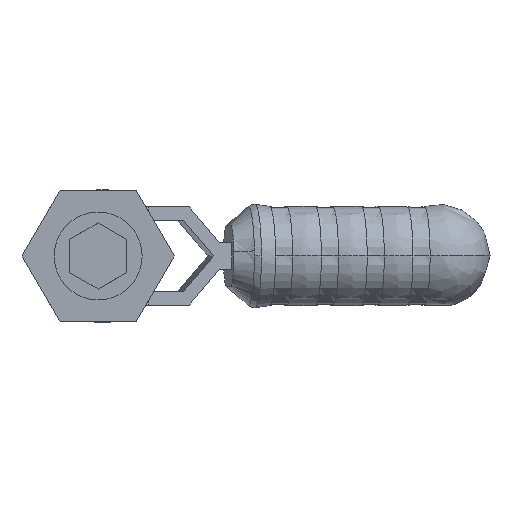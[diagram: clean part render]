
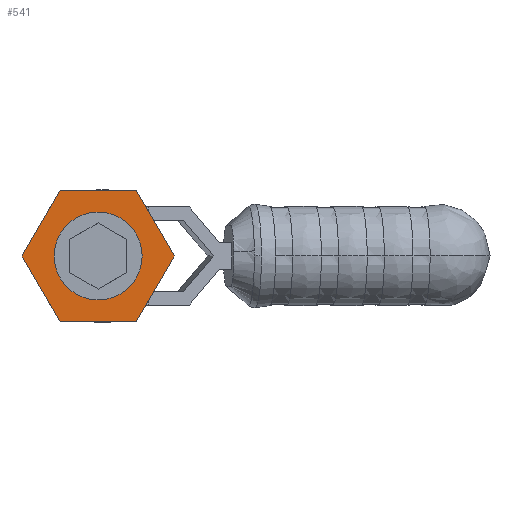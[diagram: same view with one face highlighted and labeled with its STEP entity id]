
A CAD part, left-side view. The second image highlights one B-rep face of the part: STEP entity #541.
In plain terms, the highlighted planar face has unit normal (-1, 0, 0).
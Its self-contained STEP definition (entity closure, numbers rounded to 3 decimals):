
#439 = CARTESIAN_POINT ( 'NONE',  ( -28.9, -8.66, 26.1 ) ) ;
#518 = VERTEX_POINT ( 'NONE', #1727 ) ;
#541 = ADVANCED_FACE ( 'NONE', ( #5777, #9624 ), #1677, .F. ) ;
#675 = DIRECTION ( 'NONE',  ( 0., -0.5, -0.866 ) ) ;
#848 = VECTOR ( 'NONE', #7530, 1000. ) ;
#1064 = EDGE_CURVE ( 'NONE', #8391, #518, #9580, .T. ) ;
#1227 = EDGE_CURVE ( 'NONE', #1826, #7661, #1836, .T. ) ;
#1228 = EDGE_LOOP ( 'NONE', ( #8791, #8379 ) ) ;
#1269 = DIRECTION ( 'NONE',  ( 0., 0., -1. ) ) ;
#1287 = ORIENTED_EDGE ( 'NONE', *, *, #7039, .F. ) ;
#1288 = DIRECTION ( 'NONE',  ( -1., 0., 0. ) ) ;
#1302 = CARTESIAN_POINT ( 'NONE',  ( -28.9, 0., 11.1 ) ) ;
#1539 = DIRECTION ( 'NONE',  ( 0., 0., -1. ) ) ;
#1552 = DIRECTION ( 'NONE',  ( 1., 0., 0. ) ) ;
#1554 = EDGE_CURVE ( 'NONE', #9613, #2120, #2576, .T. ) ;
#1558 = CARTESIAN_POINT ( 'NONE',  ( -28.9, 0., 41.1 ) ) ;
#1677 = PLANE ( 'NONE',  #9858 ) ;
#1721 = EDGE_CURVE ( 'NONE', #2120, #1826, #6620, .T. ) ;
#1727 = CARTESIAN_POINT ( 'NONE',  ( -28.9, 0., 1.1 ) ) ;
#1826 = VERTEX_POINT ( 'NONE', #9683 ) ;
#1836 = LINE ( 'NONE', #4609, #6873 ) ;
#2120 = VERTEX_POINT ( 'NONE', #5950 ) ;
#2185 = CIRCLE ( 'NONE', #4352, 10. ) ;
#2512 = LINE ( 'NONE', #8951, #4041 ) ;
#2568 = LINE ( 'NONE', #8394, #8431 ) ;
#2576 = LINE ( 'NONE', #439, #7387 ) ;
#2824 = CARTESIAN_POINT ( 'NONE',  ( -28.9, 8.66, 26.1 ) ) ;
#3774 = AXIS2_PLACEMENT_3D ( 'NONE', #8163, #8120, #8088 ) ;
#3859 = EDGE_CURVE ( 'NONE', #7156, #5868, #2512, .T. ) ;
#3943 = EDGE_CURVE ( 'NONE', #5868, #9613, #7195, .T. ) ;
#4004 = ORIENTED_EDGE ( 'NONE', *, *, #3943, .F. ) ;
#4041 = VECTOR ( 'NONE', #8875, 1000. ) ;
#4352 = AXIS2_PLACEMENT_3D ( 'NONE', #1302, #1288, #1269 ) ;
#4417 = DIRECTION ( 'NONE',  ( 0., 1., 0. ) ) ;
#4609 = CARTESIAN_POINT ( 'NONE',  ( -28.9, 0., -3.9 ) ) ;
#5292 = EDGE_CURVE ( 'NONE', #518, #8391, #2185, .T. ) ;
#5777 = FACE_OUTER_BOUND ( 'NONE', #9443, .T. ) ;
#5811 = ORIENTED_EDGE ( 'NONE', *, *, #3859, .F. ) ;
#5868 = VERTEX_POINT ( 'NONE', #2824 ) ;
#5950 = CARTESIAN_POINT ( 'NONE',  ( -28.9, -17.321, 11.1 ) ) ;
#6185 = CARTESIAN_POINT ( 'NONE',  ( -28.9, 0., 21.1 ) ) ;
#6439 = ORIENTED_EDGE ( 'NONE', *, *, #1227, .F. ) ;
#6620 = LINE ( 'NONE', #7261, #848 ) ;
#6873 = VECTOR ( 'NONE', #4417, 1000. ) ;
#6883 = CARTESIAN_POINT ( 'NONE',  ( -28.9, 8.66, -3.9 ) ) ;
#7039 = EDGE_CURVE ( 'NONE', #7661, #7156, #2568, .T. ) ;
#7156 = VERTEX_POINT ( 'NONE', #9276 ) ;
#7195 = LINE ( 'NONE', #7739, #7421 ) ;
#7261 = CARTESIAN_POINT ( 'NONE',  ( -28.9, -17.321, 11.1 ) ) ;
#7387 = VECTOR ( 'NONE', #675, 1000. ) ;
#7421 = VECTOR ( 'NONE', #7709, 1000. ) ;
#7530 = DIRECTION ( 'NONE',  ( 0., 0.5, -0.866 ) ) ;
#7661 = VERTEX_POINT ( 'NONE', #6883 ) ;
#7709 = DIRECTION ( 'NONE',  ( 0., -1., 0. ) ) ;
#7739 = CARTESIAN_POINT ( 'NONE',  ( -28.9, 0., 26.1 ) ) ;
#8088 = DIRECTION ( 'NONE',  ( 0., 0., -1. ) ) ;
#8120 = DIRECTION ( 'NONE',  ( -1., 0., 0. ) ) ;
#8163 = CARTESIAN_POINT ( 'NONE',  ( -28.9, 0., 11.1 ) ) ;
#8379 = ORIENTED_EDGE ( 'NONE', *, *, #1064, .F. ) ;
#8391 = VERTEX_POINT ( 'NONE', #6185 ) ;
#8394 = CARTESIAN_POINT ( 'NONE',  ( -28.9, 8.66, -3.9 ) ) ;
#8431 = VECTOR ( 'NONE', #9137, 1000. ) ;
#8791 = ORIENTED_EDGE ( 'NONE', *, *, #5292, .F. ) ;
#8875 = DIRECTION ( 'NONE',  ( 0., -0.5, 0.866 ) ) ;
#8903 = ORIENTED_EDGE ( 'NONE', *, *, #1554, .F. ) ;
#8951 = CARTESIAN_POINT ( 'NONE',  ( -28.9, 17.321, 11.1 ) ) ;
#9050 = CARTESIAN_POINT ( 'NONE',  ( -28.9, -8.66, 26.1 ) ) ;
#9086 = ORIENTED_EDGE ( 'NONE', *, *, #1721, .F. ) ;
#9137 = DIRECTION ( 'NONE',  ( 0., 0.5, 0.866 ) ) ;
#9276 = CARTESIAN_POINT ( 'NONE',  ( -28.9, 17.321, 11.1 ) ) ;
#9443 = EDGE_LOOP ( 'NONE', ( #1287, #6439, #9086, #8903, #4004, #5811 ) ) ;
#9580 = CIRCLE ( 'NONE', #3774, 10. ) ;
#9613 = VERTEX_POINT ( 'NONE', #9050 ) ;
#9624 = FACE_BOUND ( 'NONE', #1228, .T. ) ;
#9683 = CARTESIAN_POINT ( 'NONE',  ( -28.9, -8.66, -3.9 ) ) ;
#9858 = AXIS2_PLACEMENT_3D ( 'NONE', #1558, #1552, #1539 ) ;
